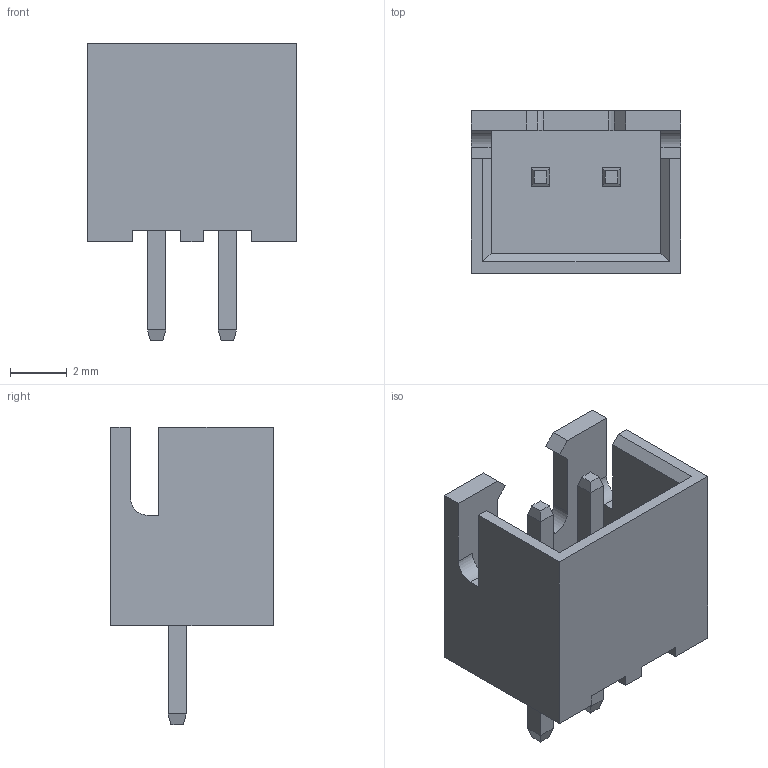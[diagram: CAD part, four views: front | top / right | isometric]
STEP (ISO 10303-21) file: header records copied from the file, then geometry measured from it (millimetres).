
FILE_DESCRIPTION(('STEP AP214'), '1');
FILE_NAME('BxB-XH-A', '', ('UNSPECIFIED'), ('UNSPECIFIED'), 'ASCON STEP Converter 1.6', 'ASCON Math Kernel', '');
FILE_SCHEMA(('AUTOMOTIVE_DESIGN { 1 0 10303 214 3 1 1}'));
Length unit declared in the file: millimetre
Bounding box: 7.4 x 5.75 x 10.5 mm (x, y, z)
Volume: 152.7 mm3; surface area: 395.2 mm2
Topology: 1 solids, 1 shells, 75 faces, 189 edges, 120 vertices
Faces by surface type: plane 71, cylinder 4
Entity records: 2827 total; most frequent: CARTESIAN_POINT 385, ORIENTED_EDGE 378, DIRECTION 349, EDGE_CURVE 189, LINE 181, VECTOR 181, VERTEX_POINT 120, AXIS2_PLACEMENT_3D 84
